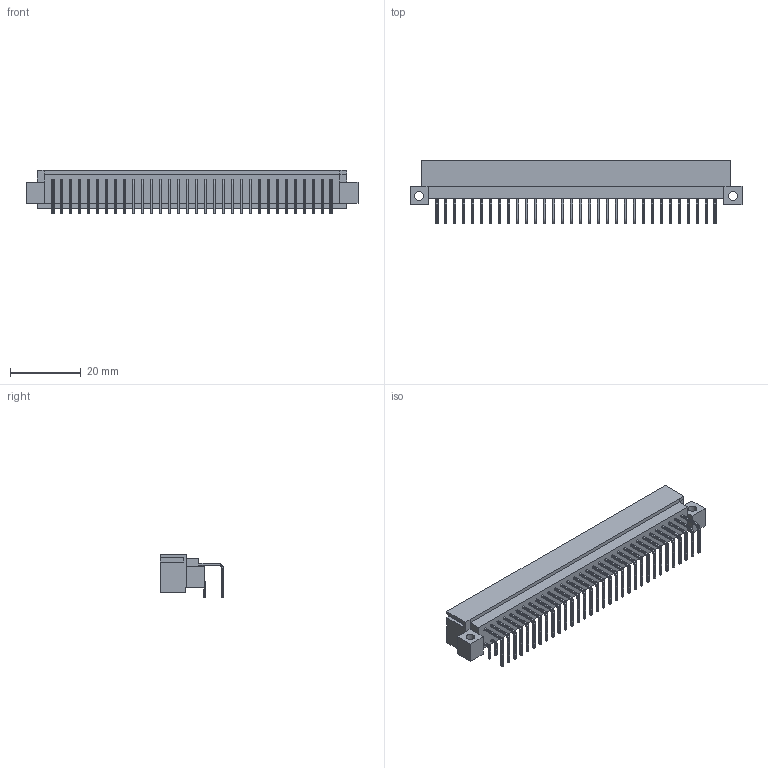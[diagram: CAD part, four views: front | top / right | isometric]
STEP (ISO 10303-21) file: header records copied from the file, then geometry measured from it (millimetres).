
FILE_DESCRIPTION(('FreeCAD Model'),'2;1');
FILE_NAME('DIN41612_C_2x32_Male_Horizontal_THT.step','2020-09-26T03:42:30',( 'kicad StepUp'),('ksu MCAD'),'Open CASCADE STEP processor 7.4', 'FreeCAD','Unknown');
FILE_SCHEMA(('AUTOMOTIVE_DESIGN { 1 0 10303 214 1 1 1 1 }'));
Length unit declared in the file: millimetre
Products named in the file (1): DIN41612_C_2x32_Male_Horizontal_THT
Bounding box: 94 x 18.07 x 12.22 mm (x, y, z)
Volume: 5349.1 mm3; surface area: 8393.6 mm2
Topology: 66 solids, 66 shells, 2415 faces, 4891 edges, 2609 vertices
Faces by surface type: plane 2023, cone 260, cylinder 132
Full cylindrical faces by diameter (mm): 2.5 x2
Entity records: 76365 total; most frequent: DIRECTION 10247, CARTESIAN_POINT 9916, ORIENTED_EDGE 9782, EDGE_CURVE 4891, LINE 4367, VECTOR 4367, AXIS2_PLACEMENT_3D 2940, VERTEX_POINT 2609
